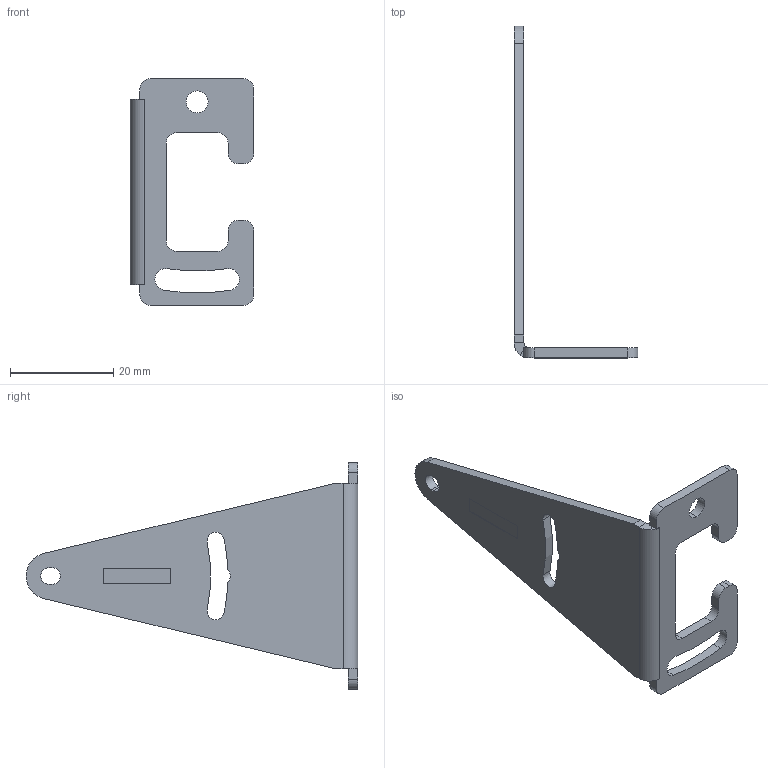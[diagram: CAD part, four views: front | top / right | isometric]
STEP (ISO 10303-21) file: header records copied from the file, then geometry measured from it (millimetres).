
FILE_DESCRIPTION((''),'2;1');
FILE_NAME('141854_SW','2008-08-15T',('banengservice'),('BANNER ENGINEERING'),'PRO/ENGINEER BY PARAMETRIC TECHNOLOGY CORPORATION, 2006170','PRO/ENGINEER BY PARAMETRIC TECHNOLOGY CORPORATION, 2006170','');
FILE_SCHEMA(('CONFIG_CONTROL_DESIGN'));
Length unit declared in the file: inch
Products named in the file (1): 141854_SW
Bounding box: 24 x 64.4 x 44 mm (x, y, z)
Volume: 3623.8 mm3; surface area: 4551.5 mm2
Topology: 1 solids, 1 shells, 63 faces, 172 edges, 112 vertices
Faces by surface type: plane 34, cylinder 29
Entity records: 2060 total; most frequent: DIRECTION 360, CARTESIAN_POINT 347, ORIENTED_EDGE 344, EDGE_CURVE 172, AXIS2_PLACEMENT_3D 125, VERTEX_POINT 112, VECTOR 110, LINE 110
